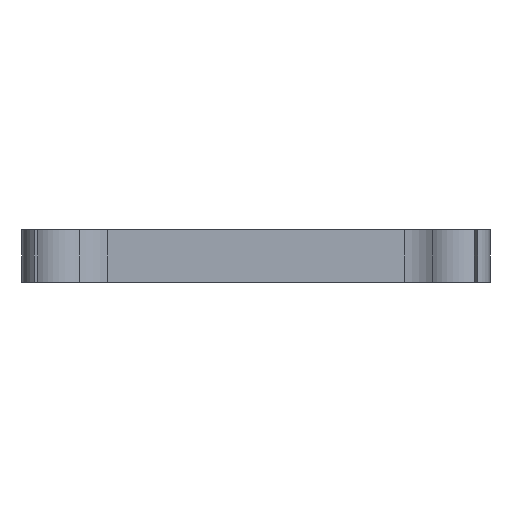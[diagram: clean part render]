
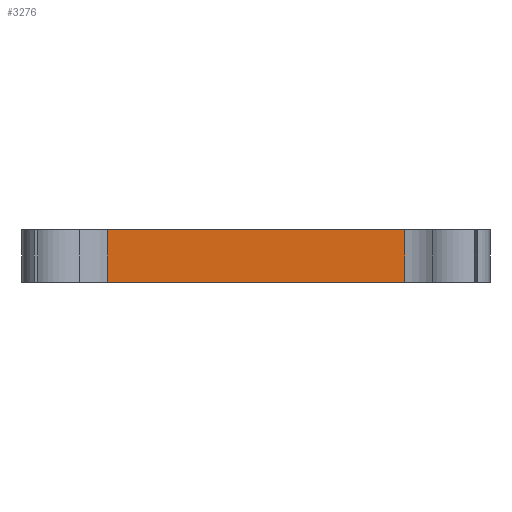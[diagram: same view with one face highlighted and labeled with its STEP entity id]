
A CAD part, front view. The second image highlights one B-rep face of the part: STEP entity #3276.
In plain terms, the highlighted planar face has unit normal (0, -1, 0).
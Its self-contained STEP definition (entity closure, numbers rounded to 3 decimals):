
#1203=DIRECTION('',(0.,0.,1.));
#1204=VECTOR('',#1203,6.);
#1205=CARTESIAN_POINT('',(-16.843,-32.,-3.));
#1206=LINE('',#1205,#1204);
#1207=DIRECTION('',(1.,0.,0.));
#1208=VECTOR('',#1207,33.686);
#1209=CARTESIAN_POINT('',(-16.843,-32.,3.));
#1210=LINE('',#1209,#1208);
#1211=DIRECTION('',(0.,0.,-1.));
#1212=VECTOR('',#1211,6.);
#1213=CARTESIAN_POINT('',(16.843,-32.,3.));
#1214=LINE('',#1213,#1212);
#1215=DIRECTION('',(-1.,0.,0.));
#1216=VECTOR('',#1215,33.686);
#1217=CARTESIAN_POINT('',(16.843,-32.,-3.));
#1218=LINE('',#1217,#1216);
#1801=CARTESIAN_POINT('',(16.843,-32.,3.));
#1802=CARTESIAN_POINT('',(16.843,-32.,-3.));
#1803=VERTEX_POINT('',#1801);
#1804=VERTEX_POINT('',#1802);
#1825=CARTESIAN_POINT('',(-16.843,-32.,-3.));
#1826=CARTESIAN_POINT('',(-16.843,-32.,3.));
#1827=VERTEX_POINT('',#1825);
#1828=VERTEX_POINT('',#1826);
#3264=CARTESIAN_POINT('',(19.036,-32.,-3.));
#3265=DIRECTION('',(0.,1.,0.));
#3266=DIRECTION('',(-1.,0.,0.));
#3267=AXIS2_PLACEMENT_3D('',#3264,#3265,#3266);
#3268=PLANE('',#3267);
#3269=ORIENTED_EDGE('',*,*,#3256,.T.);
#3270=ORIENTED_EDGE('',*,*,#2204,.T.);
#3272=ORIENTED_EDGE('',*,*,#3271,.T.);
#3273=ORIENTED_EDGE('',*,*,#1910,.T.);
#3274=EDGE_LOOP('',(#3269,#3270,#3272,#3273));
#3275=FACE_OUTER_BOUND('',#3274,.F.);
#1910=EDGE_CURVE('',#1804,#1827,#1218,.T.);
#2204=EDGE_CURVE('',#1828,#1803,#1210,.T.);
#3256=EDGE_CURVE('',#1827,#1828,#1206,.T.);
#3271=EDGE_CURVE('',#1803,#1804,#1214,.T.);
#3276=ADVANCED_FACE('',(#3275),#3268,.F.);
